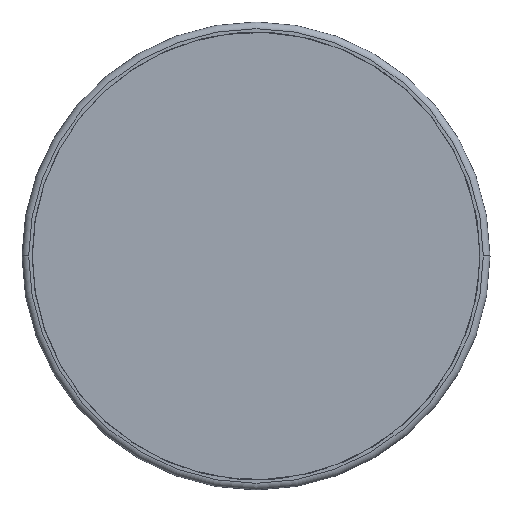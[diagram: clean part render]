
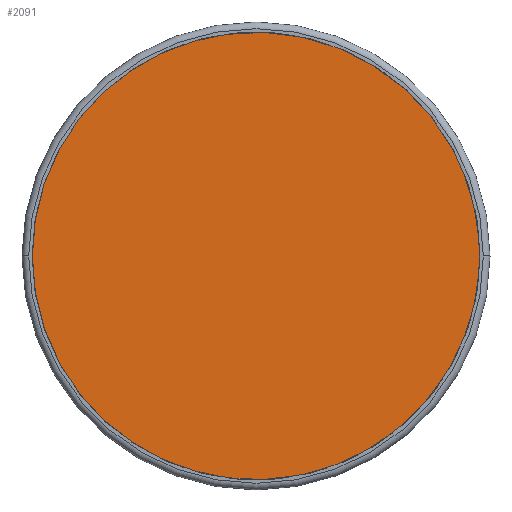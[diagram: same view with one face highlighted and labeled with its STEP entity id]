
A CAD part, top view. The second image highlights one B-rep face of the part: STEP entity #2091.
In plain terms, the highlighted planar face has unit normal (0, 0, 1).
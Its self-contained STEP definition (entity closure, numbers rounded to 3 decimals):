
#1749=CARTESIAN_POINT('Axis2P3D Location',(-8.5,0.,14.319)) ;
#1753=CARTESIAN_POINT('Vertex',(-21.708,-10.239,14.319)) ;
#1755=CARTESIAN_POINT('Vertex',(-10.763,-16.559,14.319)) ;
#1758=CARTESIAN_POINT('Axis2P3D Location',(-8.5,0.,14.319)) ;
#1762=CARTESIAN_POINT('Vertex',(-23.167,-8.012,14.319)) ;
#1774=CARTESIAN_POINT('Vertex',(6.167,8.012,14.319)) ;
#1777=CARTESIAN_POINT('Axis2P3D Location',(-8.5,0.,14.319)) ;
#1781=CARTESIAN_POINT('Vertex',(6.972,6.319,14.319)) ;
#1784=CARTESIAN_POINT('Axis2P3D Location',(-8.5,0.,14.319)) ;
#1788=CARTESIAN_POINT('Vertex',(6.972,-6.319,14.319)) ;
#1791=CARTESIAN_POINT('Axis2P3D Location',(-8.5,0.,14.319)) ;
#1813=CARTESIAN_POINT('Axis2P3D Location',(-8.5,0.,14.319)) ;
#1817=CARTESIAN_POINT('Vertex',(-10.763,16.559,14.319)) ;
#1819=CARTESIAN_POINT('Vertex',(-21.708,10.239,14.319)) ;
#1822=CARTESIAN_POINT('Axis2P3D Location',(-8.5,0.,14.319)) ;
#1827=CARTESIAN_POINT('Axis2P3D Location',(-8.5,0.,14.319)) ;
#2076=CARTESIAN_POINT('Axis2P3D Location',(0.,0.,14.319)) ;
#1750=DIRECTION('Axis2P3D Direction',(0.,0.,1.)) ;
#1759=DIRECTION('Axis2P3D Direction',(0.,0.,1.)) ;
#1778=DIRECTION('Axis2P3D Direction',(0.,0.,1.)) ;
#1785=DIRECTION('Axis2P3D Direction',(0.,0.,1.)) ;
#1792=DIRECTION('Axis2P3D Direction',(0.,0.,1.)) ;
#1814=DIRECTION('Axis2P3D Direction',(0.,0.,1.)) ;
#1823=DIRECTION('Axis2P3D Direction',(0.,0.,1.)) ;
#1828=DIRECTION('Axis2P3D Direction',(0.,0.,1.)) ;
#2077=DIRECTION('Axis2P3D Direction',(0.,0.,1.)) ;
#2078=DIRECTION('Axis2P3D XDirection',(1.,0.,0.)) ;
#1751=AXIS2_PLACEMENT_3D('Circle Axis2P3D',#1749,#1750,$) ;
#1760=AXIS2_PLACEMENT_3D('Circle Axis2P3D',#1758,#1759,$) ;
#1779=AXIS2_PLACEMENT_3D('Circle Axis2P3D',#1777,#1778,$) ;
#1786=AXIS2_PLACEMENT_3D('Circle Axis2P3D',#1784,#1785,$) ;
#1793=AXIS2_PLACEMENT_3D('Circle Axis2P3D',#1791,#1792,$) ;
#1815=AXIS2_PLACEMENT_3D('Circle Axis2P3D',#1813,#1814,$) ;
#1824=AXIS2_PLACEMENT_3D('Circle Axis2P3D',#1822,#1823,$) ;
#1829=AXIS2_PLACEMENT_3D('Circle Axis2P3D',#1827,#1828,$) ;
#2079=AXIS2_PLACEMENT_3D('Plane Axis2P3D',#2076,#2077,#2078) ;
#2082=ORIENTED_EDGE('',*,*,#1757,.T.) ;
#2083=ORIENTED_EDGE('',*,*,#1795,.T.) ;
#2084=ORIENTED_EDGE('',*,*,#1790,.T.) ;
#2085=ORIENTED_EDGE('',*,*,#1783,.T.) ;
#2086=ORIENTED_EDGE('',*,*,#1826,.T.) ;
#2087=ORIENTED_EDGE('',*,*,#1821,.T.) ;
#2088=ORIENTED_EDGE('',*,*,#1831,.T.) ;
#2089=ORIENTED_EDGE('',*,*,#1764,.T.) ;
#2091=ADVANCED_FACE('cute3-w-OSL_mech',(#2090),#2080,.T.) ;
#1752=CIRCLE('generated circle',#1751,16.712) ;
#1761=CIRCLE('generated circle',#1760,16.712) ;
#1780=CIRCLE('generated circle',#1779,16.712) ;
#1787=CIRCLE('generated circle',#1786,16.712) ;
#1794=CIRCLE('generated circle',#1793,16.712) ;
#1816=CIRCLE('generated circle',#1815,16.712) ;
#1825=CIRCLE('generated circle',#1824,16.712) ;
#1830=CIRCLE('generated circle',#1829,16.712) ;
#1757=EDGE_CURVE('',#1754,#1756,#1752,.T.) ;
#1764=EDGE_CURVE('',#1763,#1754,#1761,.T.) ;
#1783=EDGE_CURVE('',#1782,#1775,#1780,.T.) ;
#1790=EDGE_CURVE('',#1789,#1782,#1787,.T.) ;
#1795=EDGE_CURVE('',#1756,#1789,#1794,.T.) ;
#1821=EDGE_CURVE('',#1818,#1820,#1816,.T.) ;
#1826=EDGE_CURVE('',#1775,#1818,#1825,.T.) ;
#1831=EDGE_CURVE('',#1820,#1763,#1830,.T.) ;
#2081=EDGE_LOOP('',(#2082,#2083,#2084,#2085,#2086,#2087,#2088,#2089)) ;
#2090=FACE_OUTER_BOUND('',#2081,.T.) ;
#2080=PLANE('Plane',#2079) ;
#1754=VERTEX_POINT('',#1753) ;
#1756=VERTEX_POINT('',#1755) ;
#1763=VERTEX_POINT('',#1762) ;
#1775=VERTEX_POINT('',#1774) ;
#1782=VERTEX_POINT('',#1781) ;
#1789=VERTEX_POINT('',#1788) ;
#1818=VERTEX_POINT('',#1817) ;
#1820=VERTEX_POINT('',#1819) ;
